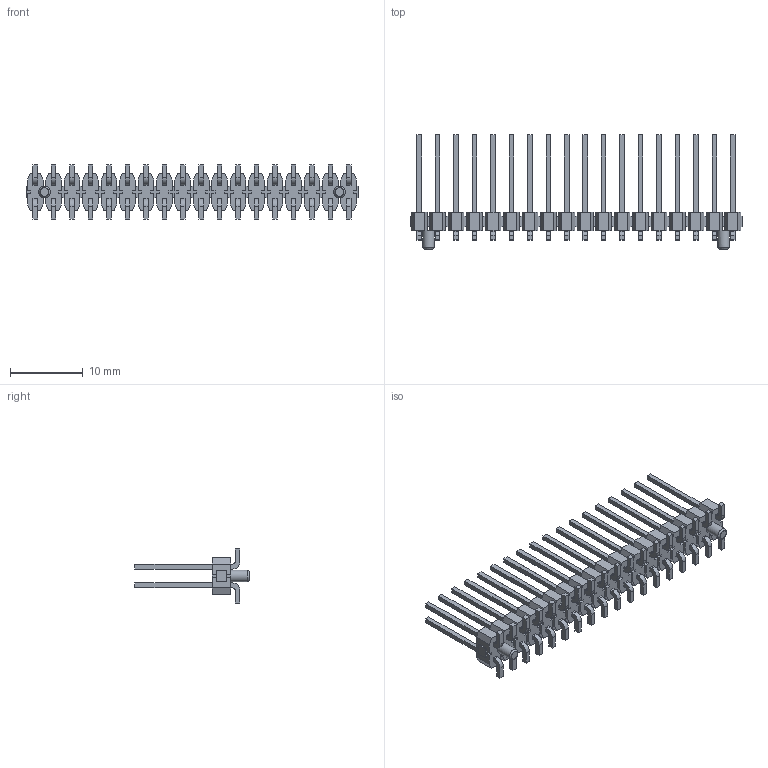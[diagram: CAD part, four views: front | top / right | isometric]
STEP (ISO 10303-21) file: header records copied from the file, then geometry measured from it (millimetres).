
FILE_DESCRIPTION( ( 'STEP AP214' ), '1' );
FILE_NAME( 'TSM-118-03-T-DV-A.stp', '2021-01-08T21:21:35', ( 'License CC BY-ND 4.0' ), ( 'CADENAS' ), ' ', 'PARTsolutions', ' ' );
FILE_SCHEMA( ( 'AUTOMOTIVE_DESIGN { 1 0 10303 214 1 1 1 1 }' ) );
Length unit declared in the file: inch
Products named in the file (3): TSM-118-03-T-DV-A; _TSM-118-03-DV-A_body; _T-1S6-15(-03-18-DV)
Assembly tree (2 placements, depth 2):
  TSM-118-03-T-DV-A
    _TSM-118-03-DV-A_body
    _T-1S6-15(-03-18-DV)
Bounding box: 45.72 x 15.75 x 7.44 mm (x, y, z)
Volume: 695.2 mm3; surface area: 2824.9 mm2
Topology: 2 solids, 2 shells, 1236 faces, 3698 edges, 2462 vertices
Faces by surface type: plane 1160, cylinder 74, cone 2
Full cylindrical faces by diameter (mm): 1.6 x2
Entity records: 50914 total; most frequent: CARTESIAN_POINT 7391, ORIENTED_EDGE 7384, DIRECTION 6326, EDGE_CURVE 3692, LINE 3536, VECTOR 3536, VERTEX_POINT 2460, AXIS2_PLACEMENT_3D 1395
